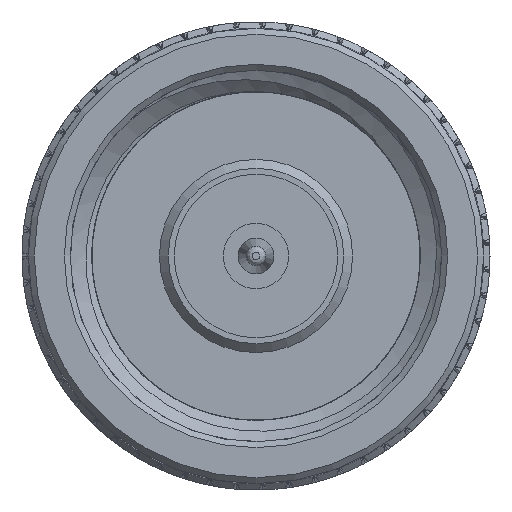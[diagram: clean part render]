
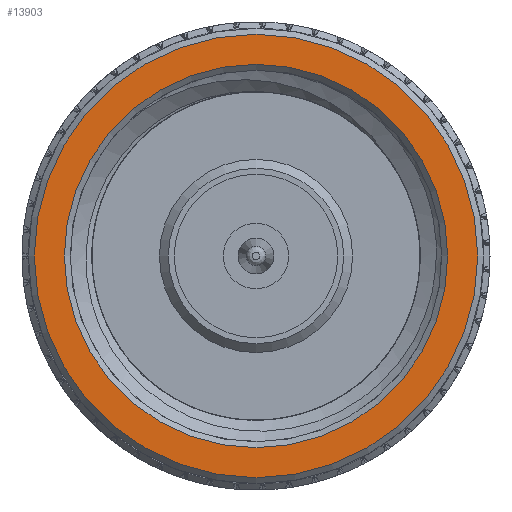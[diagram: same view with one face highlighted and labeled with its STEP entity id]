
A CAD part, left-side view. The second image highlights one B-rep face of the part: STEP entity #13903.
In plain terms, the highlighted planar face has unit normal (-1, 0, 0).
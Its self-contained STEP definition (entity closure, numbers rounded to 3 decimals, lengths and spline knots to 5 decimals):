
#8071 = DIRECTION ( 'NONE',  ( 1., 0., 0. ) ) ;
#8299 = AXIS2_PLACEMENT_3D ( 'NONE', #36227, #29433, #80037 ) ;
#8466 = FACE_OUTER_BOUND ( 'NONE', #13877, .T. ) ;
#11167 = EDGE_LOOP ( 'NONE', ( #62158 ) ) ;
#13877 = EDGE_LOOP ( 'NONE', ( #39580 ) ) ;
#13903 = ADVANCED_FACE ( 'NONE', ( #8466, #79555 ), #24094, .T. ) ;
#15745 = CIRCLE ( 'NONE', #29807, 0.3225 ) ;
#21039 = EDGE_CURVE ( 'NONE', #43487, #43487, #80034, .T. ) ;
#24094 = PLANE ( 'NONE',  #71222 ) ;
#29433 = DIRECTION ( 'NONE',  ( -1., 0., 0. ) ) ;
#29807 = AXIS2_PLACEMENT_3D ( 'NONE', #38535, #8071, #51258 ) ;
#31812 = CARTESIAN_POINT ( 'NONE',  ( 0., 0.37309, 0. ) ) ;
#32018 = EDGE_CURVE ( 'NONE', #80592, #80592, #15745, .T. ) ;
#36227 = CARTESIAN_POINT ( 'NONE',  ( 0., 0., 0. ) ) ;
#38535 = CARTESIAN_POINT ( 'NONE',  ( 0., 0., 0. ) ) ;
#39580 = ORIENTED_EDGE ( 'NONE', *, *, #21039, .T. ) ;
#43487 = VERTEX_POINT ( 'NONE', #31812 ) ;
#51258 = DIRECTION ( 'NONE',  ( 0., 0., 1. ) ) ;
#54775 = DIRECTION ( 'NONE',  ( 0., -1., 0. ) ) ;
#57061 = CARTESIAN_POINT ( 'NONE',  ( 0., 0., 0.3225 ) ) ;
#60785 = DIRECTION ( 'NONE',  ( -1., 0., 0. ) ) ;
#62158 = ORIENTED_EDGE ( 'NONE', *, *, #32018, .T. ) ;
#71222 = AXIS2_PLACEMENT_3D ( 'NONE', #80138, #60785, #54775 ) ;
#79555 = FACE_BOUND ( 'NONE', #11167, .T. ) ;
#80034 = CIRCLE ( 'NONE', #8299, 0.37309 ) ;
#80037 = DIRECTION ( 'NONE',  ( 0., 1., 0. ) ) ;
#80138 = CARTESIAN_POINT ( 'NONE',  ( 0., 0.38309, 0. ) ) ;
#80592 = VERTEX_POINT ( 'NONE', #57061 ) ;
